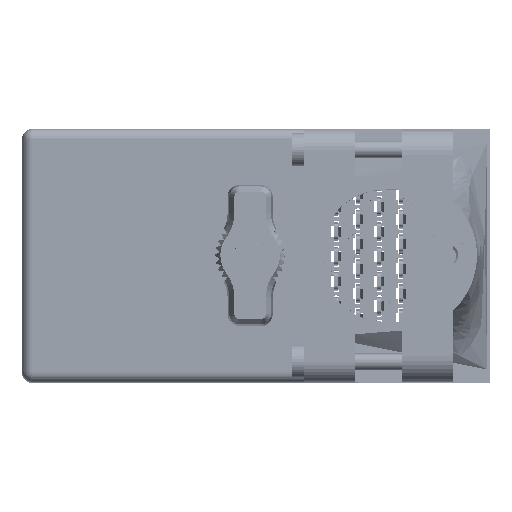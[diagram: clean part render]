
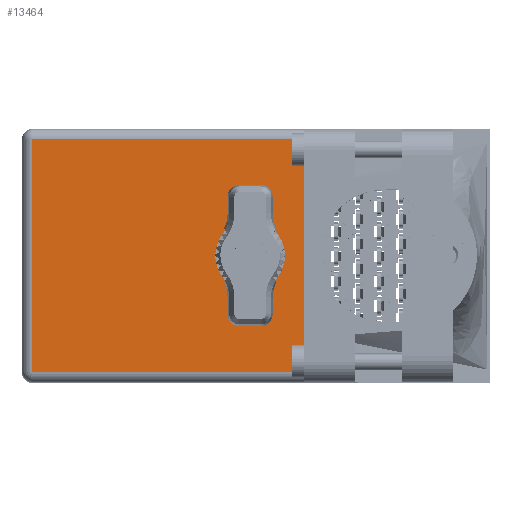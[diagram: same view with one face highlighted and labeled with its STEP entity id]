
A CAD part, top view. The second image highlights one B-rep face of the part: STEP entity #13464.
In plain terms, the highlighted face is planar.
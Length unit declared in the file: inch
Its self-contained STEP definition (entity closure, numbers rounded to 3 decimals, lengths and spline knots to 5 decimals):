
#57 = FACE_BOUND ( 'NONE', #114097, .T. ) ;
#1813 = VECTOR ( 'NONE', #79891, 39.37008 ) ;
#2659 = VERTEX_POINT ( 'NONE', #68126 ) ;
#3189 = CARTESIAN_POINT ( 'NONE',  ( 1.705, 2.03, -0.062 ) ) ;
#3763 = DIRECTION ( 'NONE',  ( 0., 0., 1. ) ) ;
#4109 = CARTESIAN_POINT ( 'NONE',  ( 1.705, 2.03, -1.53 ) ) ;
#6416 = LINE ( 'NONE', #34111, #1813 ) ;
#7198 = CARTESIAN_POINT ( 'NONE',  ( 1.705, 2.03, -1.468 ) ) ;
#13464 = ADVANCED_FACE ( 'NONE', ( #107504, #57 ), #55483, .T. ) ;
#15417 = EDGE_CURVE ( 'NONE', #31823, #81009, #112544, .T. ) ;
#22829 = EDGE_CURVE ( 'NONE', #97610, #116375, #76996, .T. ) ;
#23169 = CIRCLE ( 'NONE', #51981, 0.1015 ) ;
#24699 = DIRECTION ( 'NONE',  ( 0., 1., 0. ) ) ;
#24949 = DIRECTION ( 'NONE',  ( 0., 0., 1. ) ) ;
#31823 = VERTEX_POINT ( 'NONE', #61109 ) ;
#33099 = ORIENTED_EDGE ( 'NONE', *, *, #50854, .F. ) ;
#34111 = CARTESIAN_POINT ( 'NONE',  ( 0., 2.03, -1.468 ) ) ;
#38014 = CARTESIAN_POINT ( 'NONE',  ( 1.3775, 2.03, -0.765 ) ) ;
#38792 = ORIENTED_EDGE ( 'NONE', *, *, #39399, .T. ) ;
#39025 = VECTOR ( 'NONE', #96264, 39.37008 ) ;
#39399 = EDGE_CURVE ( 'NONE', #97610, #79412, #6416, .T. ) ;
#43354 = DIRECTION ( 'NONE',  ( 0., 0., 1. ) ) ;
#46627 = VECTOR ( 'NONE', #3763, 39.37008 ) ;
#48874 = ORIENTED_EDGE ( 'NONE', *, *, #15417, .F. ) ;
#49787 = ORIENTED_EDGE ( 'NONE', *, *, #98897, .T. ) ;
#50565 = EDGE_LOOP ( 'NONE', ( #49787, #64190, #104628, #38792 ) ) ;
#50721 = LINE ( 'NONE', #59176, #46627 ) ;
#50854 = EDGE_CURVE ( 'NONE', #81009, #31823, #23169, .T. ) ;
#51981 = AXIS2_PLACEMENT_3D ( 'NONE', #38014, #66933, #111534 ) ;
#52412 = CARTESIAN_POINT ( 'NONE',  ( 1.3775, 2.03, -0.765 ) ) ;
#52939 = LINE ( 'NONE', #90300, #91941 ) ;
#53103 = CARTESIAN_POINT ( 'NONE',  ( 1.3775, 2.03, -0.8665 ) ) ;
#55483 = PLANE ( 'NONE',  #84121 ) ;
#59176 = CARTESIAN_POINT ( 'NONE',  ( 0.062, 2.03, -1.53 ) ) ;
#61062 = EDGE_CURVE ( 'NONE', #2659, #116375, #52939, .T. ) ;
#61109 = CARTESIAN_POINT ( 'NONE',  ( 1.3775, 2.03, -0.6635 ) ) ;
#64190 = ORIENTED_EDGE ( 'NONE', *, *, #61062, .T. ) ;
#65094 = CARTESIAN_POINT ( 'NONE',  ( 0., 2.03, -1.53 ) ) ;
#66933 = DIRECTION ( 'NONE',  ( 0., 1., 0. ) ) ;
#68126 = CARTESIAN_POINT ( 'NONE',  ( 0.062, 2.03, -0.062 ) ) ;
#70204 = AXIS2_PLACEMENT_3D ( 'NONE', #52412, #24699, #43354 ) ;
#76996 = LINE ( 'NONE', #4109, #39025 ) ;
#78290 = DIRECTION ( 'NONE',  ( 1., 0., 0. ) ) ;
#79412 = VERTEX_POINT ( 'NONE', #114577 ) ;
#79891 = DIRECTION ( 'NONE',  ( -1., 0., 0. ) ) ;
#81009 = VERTEX_POINT ( 'NONE', #53103 ) ;
#84121 = AXIS2_PLACEMENT_3D ( 'NONE', #65094, #101865, #24949 ) ;
#90300 = CARTESIAN_POINT ( 'NONE',  ( 1.705, 2.03, -0.062 ) ) ;
#91941 = VECTOR ( 'NONE', #78290, 39.37008 ) ;
#96264 = DIRECTION ( 'NONE',  ( 0., 0., 1. ) ) ;
#97610 = VERTEX_POINT ( 'NONE', #7198 ) ;
#98897 = EDGE_CURVE ( 'NONE', #79412, #2659, #50721, .T. ) ;
#101865 = DIRECTION ( 'NONE',  ( 0., 1., 0. ) ) ;
#104628 = ORIENTED_EDGE ( 'NONE', *, *, #22829, .F. ) ;
#107504 = FACE_OUTER_BOUND ( 'NONE', #50565, .T. ) ;
#111534 = DIRECTION ( 'NONE',  ( 0., 0., 1. ) ) ;
#112544 = CIRCLE ( 'NONE', #70204, 0.1015 ) ;
#114097 = EDGE_LOOP ( 'NONE', ( #48874, #33099 ) ) ;
#114577 = CARTESIAN_POINT ( 'NONE',  ( 0.062, 2.03, -1.468 ) ) ;
#116375 = VERTEX_POINT ( 'NONE', #3189 ) ;
